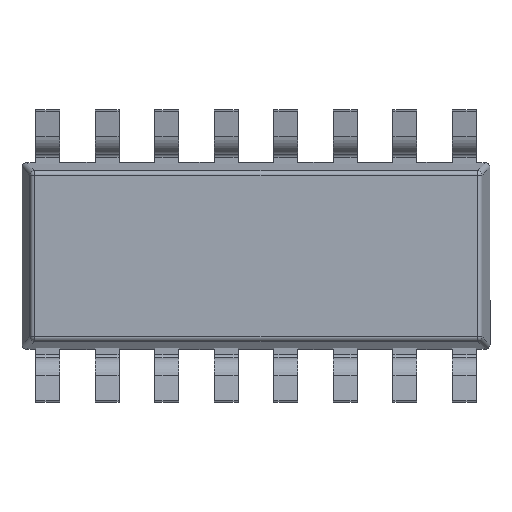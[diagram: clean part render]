
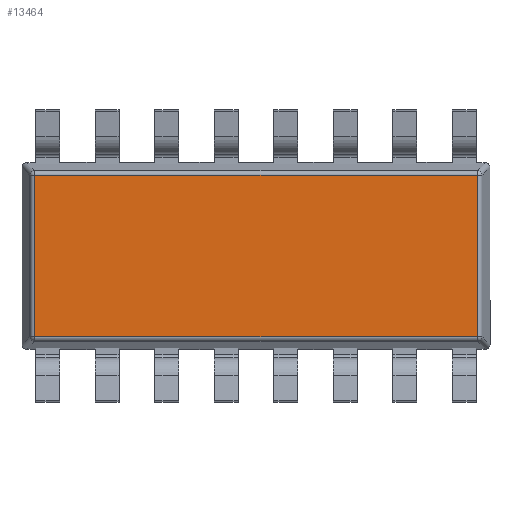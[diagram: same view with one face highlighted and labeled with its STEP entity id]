
A CAD part, front view. The second image highlights one B-rep face of the part: STEP entity #13464.
In plain terms, the highlighted planar face has unit normal (0, -1, 0).
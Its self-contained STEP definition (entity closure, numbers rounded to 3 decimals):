
#233 = VERTEX_POINT ( 'NONE', #9560 ) ;
#254 = DIRECTION ( 'NONE',  ( -1., 0., 0. ) ) ;
#1030 = EDGE_LOOP ( 'NONE', ( #11637, #1265, #1129, #11774 ) ) ;
#1129 = ORIENTED_EDGE ( 'NONE', *, *, #2456, .T. ) ;
#1265 = ORIENTED_EDGE ( 'NONE', *, *, #15971, .T. ) ;
#2026 = VECTOR ( 'NONE', #254, 1000. ) ;
#2095 = LINE ( 'NONE', #8201, #11952 ) ;
#2404 = VERTEX_POINT ( 'NONE', #10958 ) ;
#2456 = EDGE_CURVE ( 'NONE', #2719, #2404, #2095, .T. ) ;
#2719 = VERTEX_POINT ( 'NONE', #2983 ) ;
#2983 = CARTESIAN_POINT ( 'NONE',  ( -4.723, 0.125, -1.723 ) ) ;
#3923 = LINE ( 'NONE', #14913, #2026 ) ;
#4077 = CARTESIAN_POINT ( 'NONE',  ( 0., 0.125, 0. ) ) ;
#5158 = VERTEX_POINT ( 'NONE', #11449 ) ;
#5307 = DIRECTION ( 'NONE',  ( 0., 1., 0. ) ) ;
#5771 = DIRECTION ( 'NONE',  ( 1., 0., 0. ) ) ;
#6130 = DIRECTION ( 'NONE',  ( 0., 0., -1. ) ) ;
#7338 = DIRECTION ( 'NONE',  ( 0., 0., 1. ) ) ;
#8201 = CARTESIAN_POINT ( 'NONE',  ( 4.8, 0.125, -1.723 ) ) ;
#9024 = DIRECTION ( 'NONE',  ( 0., 0., 1. ) ) ;
#9560 = CARTESIAN_POINT ( 'NONE',  ( -4.723, 0.125, 1.723 ) ) ;
#9737 = CARTESIAN_POINT ( 'NONE',  ( -4.723, 0.125, -1.8 ) ) ;
#9793 = LINE ( 'NONE', #9737, #11431 ) ;
#10183 = EDGE_CURVE ( 'NONE', #2404, #5158, #15741, .T. ) ;
#10882 = VECTOR ( 'NONE', #7338, 1000. ) ;
#10958 = CARTESIAN_POINT ( 'NONE',  ( 4.723, 0.125, -1.723 ) ) ;
#11052 = CARTESIAN_POINT ( 'NONE',  ( 4.723, 0.125, 1.8 ) ) ;
#11431 = VECTOR ( 'NONE', #6130, 1000. ) ;
#11449 = CARTESIAN_POINT ( 'NONE',  ( 4.723, 0.125, 1.723 ) ) ;
#11599 = PLANE ( 'NONE',  #11627 ) ;
#11627 = AXIS2_PLACEMENT_3D ( 'NONE', #4077, #5307, #9024 ) ;
#11637 = ORIENTED_EDGE ( 'NONE', *, *, #13289, .T. ) ;
#11774 = ORIENTED_EDGE ( 'NONE', *, *, #10183, .T. ) ;
#11952 = VECTOR ( 'NONE', #5771, 1000. ) ;
#12999 = FACE_OUTER_BOUND ( 'NONE', #1030, .T. ) ;
#13289 = EDGE_CURVE ( 'NONE', #5158, #233, #3923, .T. ) ;
#13464 = ADVANCED_FACE ( 'NONE', ( #12999 ), #11599, .F. ) ;
#14913 = CARTESIAN_POINT ( 'NONE',  ( -4.8, 0.125, 1.723 ) ) ;
#15741 = LINE ( 'NONE', #11052, #10882 ) ;
#15971 = EDGE_CURVE ( 'NONE', #233, #2719, #9793, .T. ) ;
